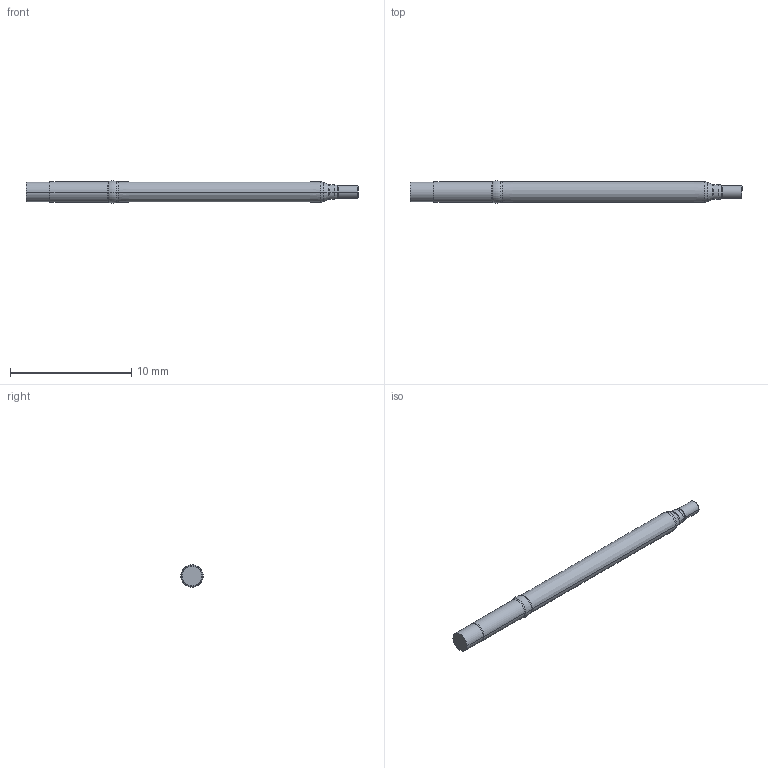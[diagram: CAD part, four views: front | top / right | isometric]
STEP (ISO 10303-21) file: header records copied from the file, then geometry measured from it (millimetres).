
FILE_DESCRIPTION (( 'STEP AP214' ), '1' );
FILE_NAME ('100-SD_250N.STEP', '2011-12-08T13:36:33', ( 'Authorized User' ), ( '' ), 'SwSTEP 2.0', 'SolidWorks 2011', '' );
FILE_SCHEMA (( 'AUTOMOTIVE_DESIGN' ));
Length unit declared in the file: inch
Products named in the file (1): 100-SD_250N
Bounding box: 27.43 x 1.85 x 1.84 mm (x, y, z)
Volume: 57.3 mm3; surface area: 143.2 mm2
Topology: 1 solids, 1 shells, 32 faces, 62 edges, 32 vertices
Faces by surface type: torus 16, cylinder 8, cone 6, plane 2
Entity records: 850 total; most frequent: DIRECTION 176, CARTESIAN_POINT 127, ORIENTED_EDGE 124, AXIS2_PLACEMENT_3D 81, EDGE_CURVE 62, CIRCLE 48, VERTEX_POINT 32, EDGE_LOOP 32
